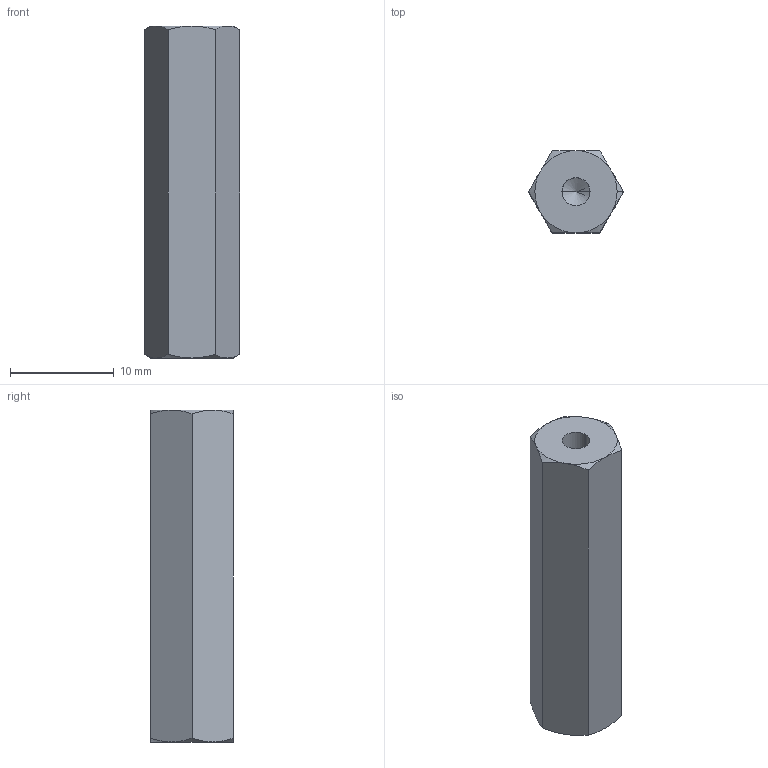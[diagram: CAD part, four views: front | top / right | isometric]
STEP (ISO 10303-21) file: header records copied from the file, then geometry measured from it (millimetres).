
FILE_DESCRIPTION (( 'STEP AP214' ), '1' );
FILE_NAME ('am-3685-32 .3125IN Hex Standoff, 32mm Long REV2.STEP', '2018-07-23T16:56:02', ( '' ), ( '' ), 'SwSTEP 2.0', 'SolidWorks 2018', '' );
FILE_SCHEMA (( 'AUTOMOTIVE_DESIGN' ));
Length unit declared in the file: inch
Products named in the file (1): am-3685-32 .3125IN Hex Standoff, 32mm Long REV2
Bounding box: 9.17 x 7.94 x 32 mm (x, y, z)
Volume: 1604.9 mm3; surface area: 1188.3 mm2
Topology: 1 solids, 1 shells, 30 faces, 66 edges, 36 vertices
Faces by surface type: cone 18, plane 8, cylinder 4
Entity records: 928 total; most frequent: CARTESIAN_POINT 233, ORIENTED_EDGE 124, DIRECTION 122, EDGE_CURVE 62, AXIS2_PLACEMENT_3D 53, VERTEX_POINT 36, EDGE_LOOP 32, FACE_OUTER_BOUND 30
